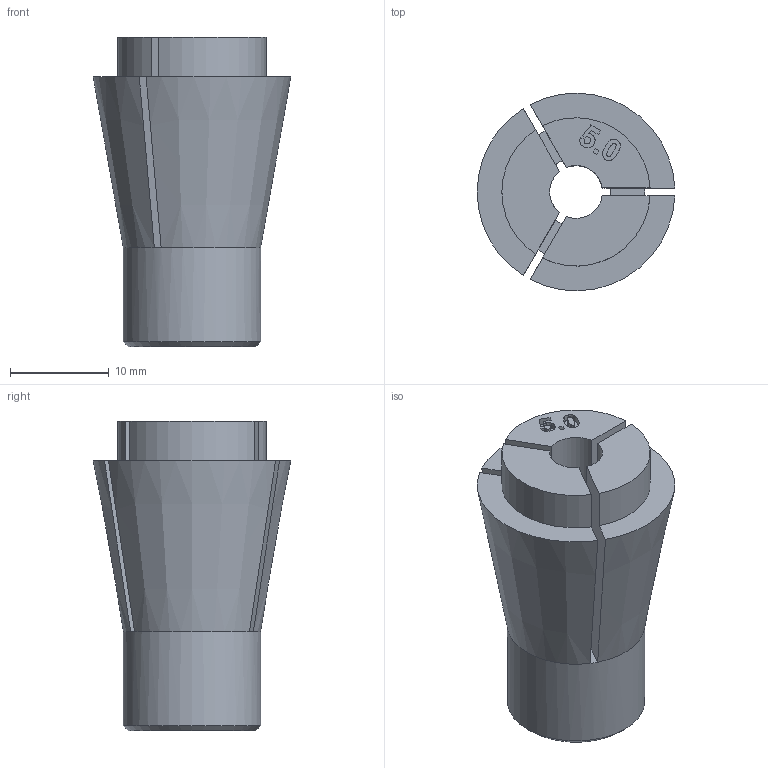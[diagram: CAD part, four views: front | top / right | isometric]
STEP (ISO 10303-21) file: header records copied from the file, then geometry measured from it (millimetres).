
FILE_DESCRIPTION(('FreeCAD Model'),'2;1');
FILE_NAME('Open CASCADE Shape Model','2024-03-30T09:18:06',(''),(''), 'Open CASCADE STEP processor 7.6','FreeCAD','Unknown');
FILE_SCHEMA(('AUTOMOTIVE_DESIGN { 1 0 10303 214 1 1 1 1 }'));
Length unit declared in the file: millimetre
Products named in the file (1): Collet_d=5.0
Bounding box: 19.99 x 20 x 31.3 mm (x, y, z)
Volume: 5002.7 mm3; surface area: 3152.6 mm2
Topology: 1 solids, 1 shells, 81 faces, 222 edges, 146 vertices
Faces by surface type: extrusion 34, plane 31, cylinder 8, cone 8
Full cylindrical faces by diameter (mm): 7 x1, 13.9 x1
Entity records: 2701 total; most frequent: CARTESIAN_POINT 715, ORIENTED_EDGE 444, DIRECTION 325, EDGE_CURVE 222, VERTEX_POINT 146, VECTOR 141, LINE 107, B_SPLINE_CURVE_WITH_KNOTS 105
